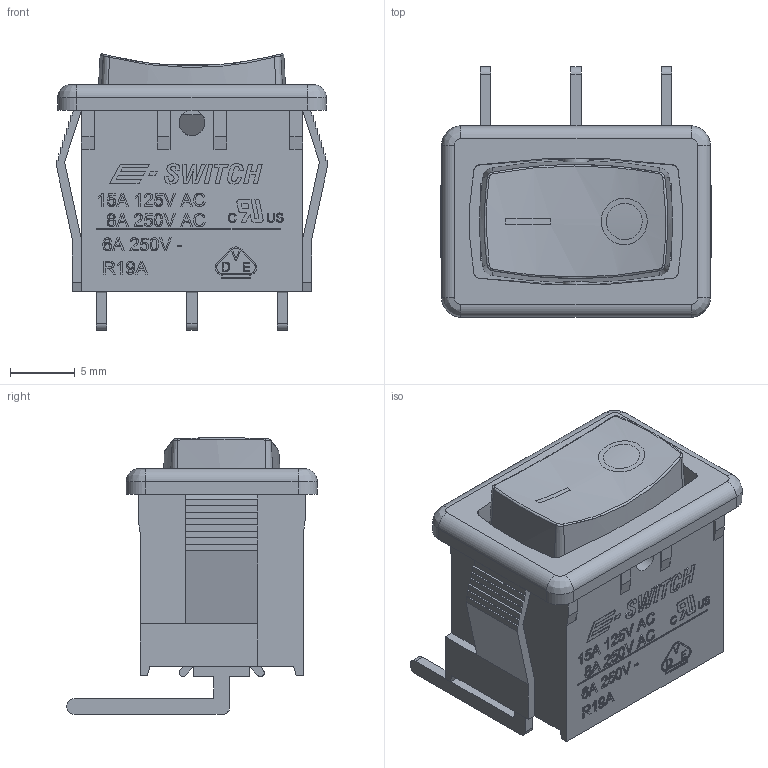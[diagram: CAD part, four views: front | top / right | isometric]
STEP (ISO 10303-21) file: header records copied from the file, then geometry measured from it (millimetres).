
FILE_DESCRIPTION((' '),'2;1');
FILE_NAME('R1966DxxxxxxFR.stp','2017-07-28T08:54:25',(' '),(' '),' ','ACIS',' ');
FILE_SCHEMA(('CONFIG_CONTROL_DESIGN'));
Length unit declared in the file: inch
Products named in the file (1): R1966DxxxxxxFR.stp
Bounding box: 20.94 x 19.4 x 21.39 mm (x, y, z)
Volume: 2235.3 mm3; surface area: 3349.7 mm2
Topology: 1 solids, 1 shells, 914 faces, 2416 edges, 1580 vertices
Faces by surface type: plane 555, bspline 295, cylinder 56, cone 8
Full cylindrical faces by diameter (mm): 2 x4
Entity records: 30313 total; most frequent: CARTESIAN_POINT 9530, ORIENTED_EDGE 4824, DIRECTION 3187, EDGE_CURVE 2412, VECTOR 1675, LINE 1675, VERTEX_POINT 1578, EDGE_LOOP 1002
